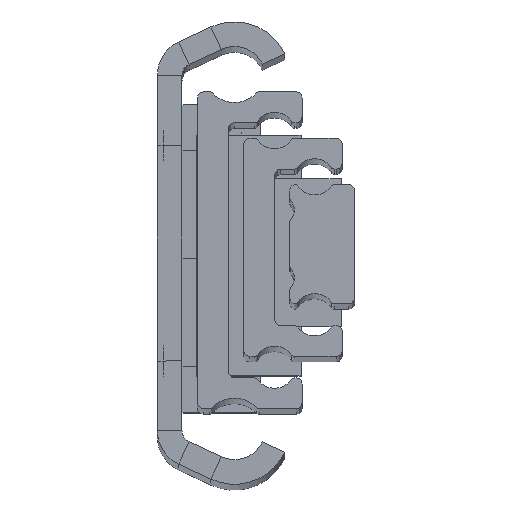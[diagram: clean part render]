
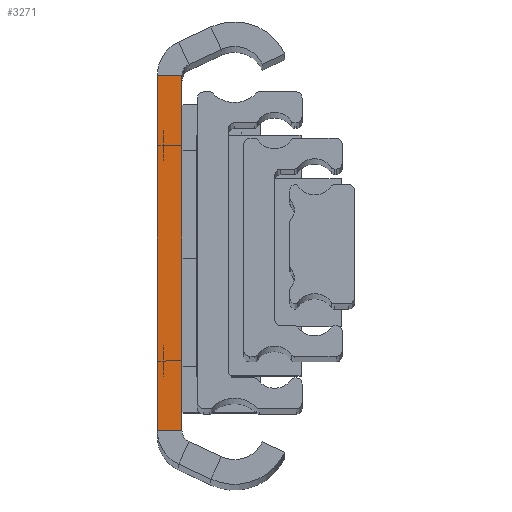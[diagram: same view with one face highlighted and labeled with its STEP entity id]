
A CAD part, top view. The second image highlights one B-rep face of the part: STEP entity #3271.
In plain terms, the highlighted planar face has unit normal (0, 0, 1).
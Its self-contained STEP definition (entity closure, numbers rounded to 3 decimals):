
#319 = ORIENTED_EDGE ( 'NONE', *, *, #394, .T. ) ;
#394 = EDGE_CURVE ( 'NONE', #6756, #4091, #1646, .T. ) ;
#605 = VERTEX_POINT ( 'NONE', #4493 ) ;
#800 = CARTESIAN_POINT ( 'NONE',  ( 0., -28.779, 0. ) ) ;
#807 = CARTESIAN_POINT ( 'NONE',  ( 0., 28.779, 0. ) ) ;
#1180 = CARTESIAN_POINT ( 'NONE',  ( 0., -28.779, 0. ) ) ;
#1190 = FACE_OUTER_BOUND ( 'NONE', #1994, .T. ) ;
#1192 = LINE ( 'NONE', #4342, #2913 ) ;
#1646 = LINE ( 'NONE', #6415, #6634 ) ;
#1797 = ORIENTED_EDGE ( 'NONE', *, *, #3233, .F. ) ;
#1815 = LINE ( 'NONE', #2418, #2997 ) ;
#1994 = EDGE_LOOP ( 'NONE', ( #3702, #1797, #5838, #319 ) ) ;
#2238 = VERTEX_POINT ( 'NONE', #6908 ) ;
#2379 = DIRECTION ( 'NONE',  ( 0., -1., 0. ) ) ;
#2418 = CARTESIAN_POINT ( 'NONE',  ( 4., 28.779, 0. ) ) ;
#2913 = VECTOR ( 'NONE', #6457, 1000. ) ;
#2997 = VECTOR ( 'NONE', #2379, 1000. ) ;
#3233 = EDGE_CURVE ( 'NONE', #605, #2238, #1815, .T. ) ;
#3271 = ADVANCED_FACE ( 'NONE', ( #1190 ), #6687, .F. ) ;
#3332 = DIRECTION ( 'NONE',  ( -1., 0., 0. ) ) ;
#3702 = ORIENTED_EDGE ( 'NONE', *, *, #5540, .F. ) ;
#3877 = DIRECTION ( 'NONE',  ( 0., 0., -1. ) ) ;
#3948 = DIRECTION ( 'NONE',  ( 0., -1., 0. ) ) ;
#4091 = VERTEX_POINT ( 'NONE', #800 ) ;
#4342 = CARTESIAN_POINT ( 'NONE',  ( 0., 28.779, 0. ) ) ;
#4432 = LINE ( 'NONE', #1180, #5074 ) ;
#4493 = CARTESIAN_POINT ( 'NONE',  ( 4., 28.779, 0. ) ) ;
#4565 = EDGE_CURVE ( 'NONE', #605, #6756, #1192, .T. ) ;
#5074 = VECTOR ( 'NONE', #3332, 1000. ) ;
#5400 = DIRECTION ( 'NONE',  ( 0., -1., 0. ) ) ;
#5540 = EDGE_CURVE ( 'NONE', #2238, #4091, #4432, .T. ) ;
#5838 = ORIENTED_EDGE ( 'NONE', *, *, #4565, .T. ) ;
#6091 = CARTESIAN_POINT ( 'NONE',  ( 0., 28.779, 0. ) ) ;
#6415 = CARTESIAN_POINT ( 'NONE',  ( 0., 28.779, 0. ) ) ;
#6457 = DIRECTION ( 'NONE',  ( -1., 0., 0. ) ) ;
#6634 = VECTOR ( 'NONE', #5400, 1000. ) ;
#6687 = PLANE ( 'NONE',  #6913 ) ;
#6756 = VERTEX_POINT ( 'NONE', #6091 ) ;
#6908 = CARTESIAN_POINT ( 'NONE',  ( 4., -28.779, 0. ) ) ;
#6913 = AXIS2_PLACEMENT_3D ( 'NONE', #807, #3877, #3948 ) ;
